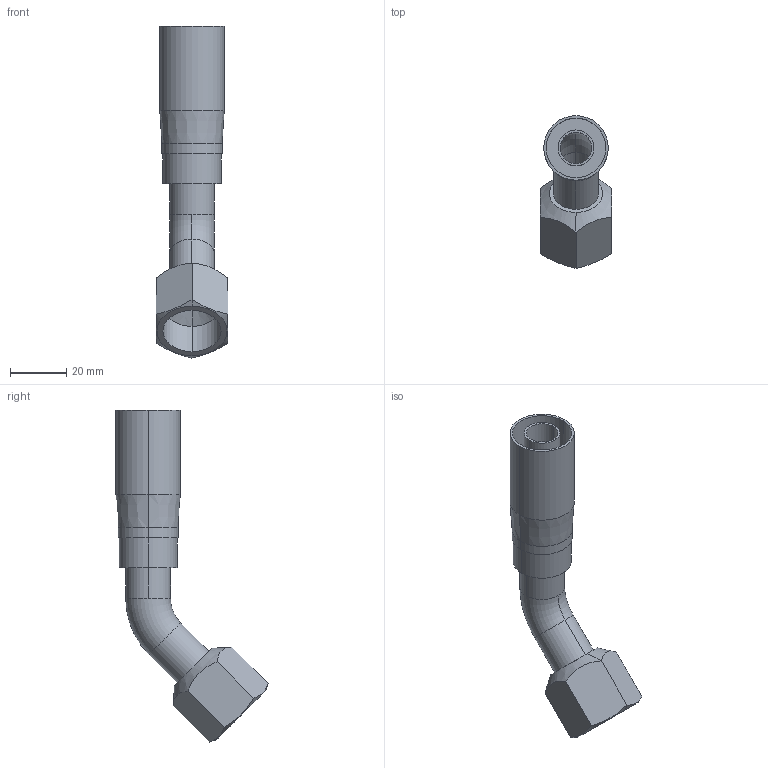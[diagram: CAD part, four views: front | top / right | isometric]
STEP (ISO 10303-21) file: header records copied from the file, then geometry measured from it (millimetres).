
FILE_DESCRIPTION (( 'STEP AP203' ), '1' );
FILE_NAME ('45 Degree Hydraulic Fitting.tif.STEP', '2015-03-16T15:18:13', ( '' ), ( '' ), 'SwSTEP 2.0', 'SolidWorks 2014', '' );
FILE_SCHEMA (( 'CONFIG_CONTROL_DESIGN' ));
Length unit declared in the file: inch
Products named in the file (1): 45 Degree Hydraulic Fitting.tif
Bounding box: 25.41 x 53.97 x 117.73 mm (x, y, z)
Volume: 19896 mm3; surface area: 17082 mm2
Topology: 1 solids, 1 shells, 51 faces, 114 edges, 72 vertices
Faces by surface type: cylinder 24, plane 15, cone 8, torus 4
Entity records: 1639 total; most frequent: CARTESIAN_POINT 394, DIRECTION 262, ORIENTED_EDGE 228, EDGE_CURVE 114, AXIS2_PLACEMENT_3D 112, VERTEX_POINT 72, CIRCLE 60, EDGE_LOOP 60
